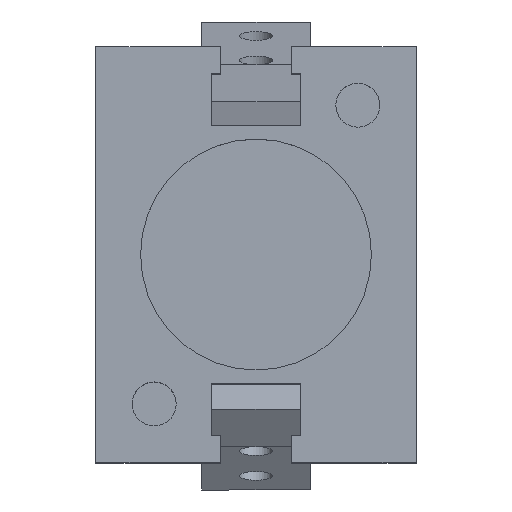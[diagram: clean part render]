
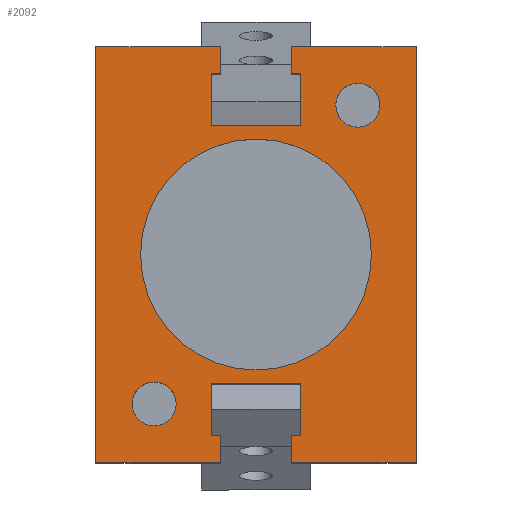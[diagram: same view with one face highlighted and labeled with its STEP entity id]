
A CAD part, top view. The second image highlights one B-rep face of the part: STEP entity #2092.
In plain terms, the highlighted planar face has unit normal (0, 0, 1).
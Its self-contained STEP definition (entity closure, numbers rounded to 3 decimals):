
#948=CARTESIAN_POINT('',(3.3,-13.3,44.6));
#949=VERTEX_POINT('',#948);
#956=CARTESIAN_POINT('',(3.3,-9.5,44.6));
#957=VERTEX_POINT('',#956);
#958=CARTESIAN_POINT('',(3.3,-13.3,44.6));
#959=DIRECTION('',(0.0,1.0,0.0));
#960=VECTOR('',#959,3.8);
#961=LINE('',#958,#960);
#962=EDGE_CURVE('',#949,#957,#961,.T.);
#1003=CARTESIAN_POINT('',(2.6,-15.3,44.6));
#1004=VERTEX_POINT('',#1003);
#1011=CARTESIAN_POINT('',(2.6,-13.3,44.6));
#1012=VERTEX_POINT('',#1011);
#1013=CARTESIAN_POINT('',(2.6,-15.3,44.6));
#1014=DIRECTION('',(0.0,1.0,0.0));
#1015=VECTOR('',#1014,2.);
#1016=LINE('',#1013,#1015);
#1017=EDGE_CURVE('',#1004,#1012,#1016,.T.);
#1053=CARTESIAN_POINT('',(11.8,-15.3,44.6));
#1054=VERTEX_POINT('',#1053);
#1061=CARTESIAN_POINT('',(11.8,-15.3,44.6));
#1062=DIRECTION('',(-1.0,0.0,0.0));
#1063=VECTOR('',#1062,9.2);
#1064=LINE('',#1061,#1063);
#1065=EDGE_CURVE('',#1054,#1004,#1064,.T.);
#1080=CARTESIAN_POINT('',(-3.3,9.5,44.6));
#1081=VERTEX_POINT('',#1080);
#1088=CARTESIAN_POINT('',(3.3,9.5,44.6));
#1089=VERTEX_POINT('',#1088);
#1090=CARTESIAN_POINT('',(-3.3,9.5,44.6));
#1091=DIRECTION('',(1.0,0.0,0.0));
#1092=VECTOR('',#1091,6.6);
#1093=LINE('',#1090,#1092);
#1094=EDGE_CURVE('',#1081,#1089,#1093,.T.);
#1128=CARTESIAN_POINT('',(-3.3,13.3,44.6));
#1129=VERTEX_POINT('',#1128);
#1136=CARTESIAN_POINT('',(-3.3,13.3,44.6));
#1137=DIRECTION('',(0.0,-1.0,0.0));
#1138=VECTOR('',#1137,3.8);
#1139=LINE('',#1136,#1138);
#1140=EDGE_CURVE('',#1129,#1081,#1139,.T.);
#1236=CARTESIAN_POINT('',(2.6,15.3,44.6));
#1237=VERTEX_POINT('',#1236);
#1244=CARTESIAN_POINT('',(11.8,15.3,44.6));
#1245=VERTEX_POINT('',#1244);
#1246=CARTESIAN_POINT('',(2.6,15.3,44.6));
#1247=DIRECTION('',(1.0,0.0,0.0));
#1248=VECTOR('',#1247,9.2);
#1249=LINE('',#1246,#1248);
#1250=EDGE_CURVE('',#1237,#1245,#1249,.T.);
#1271=CARTESIAN_POINT('',(-2.6,15.3,44.6));
#1272=VERTEX_POINT('',#1271);
#1279=CARTESIAN_POINT('',(-2.6,13.3,44.6));
#1280=VERTEX_POINT('',#1279);
#1281=CARTESIAN_POINT('',(-2.6,15.3,44.6));
#1282=DIRECTION('',(0.0,-1.0,0.0));
#1283=VECTOR('',#1282,2.);
#1284=LINE('',#1281,#1283);
#1285=EDGE_CURVE('',#1272,#1280,#1284,.T.);
#1314=CARTESIAN_POINT('',(-11.8,15.3,44.6));
#1315=VERTEX_POINT('',#1314);
#1322=CARTESIAN_POINT('',(-11.8,15.3,44.6));
#1323=DIRECTION('',(1.0,0.0,0.0));
#1324=VECTOR('',#1323,9.2);
#1325=LINE('',#1322,#1324);
#1326=EDGE_CURVE('',#1315,#1272,#1325,.T.);
#1588=CARTESIAN_POINT('',(2.6,-13.3,44.6));
#1589=DIRECTION('',(1.0,0.0,0.0));
#1590=VECTOR('',#1589,0.7);
#1591=LINE('',#1588,#1590);
#1592=EDGE_CURVE('',#1012,#949,#1591,.T.);
#1611=CARTESIAN_POINT('',(-2.6,-13.3,44.6));
#1612=VERTEX_POINT('',#1611);
#1619=CARTESIAN_POINT('',(-2.6,-15.3,44.6));
#1620=VERTEX_POINT('',#1619);
#1621=CARTESIAN_POINT('',(-2.6,-13.3,44.6));
#1622=DIRECTION('',(0.0,-1.0,0.0));
#1623=VECTOR('',#1622,2.);
#1624=LINE('',#1621,#1623);
#1625=EDGE_CURVE('',#1612,#1620,#1624,.T.);
#1642=CARTESIAN_POINT('',(-3.3,-13.3,44.6));
#1643=VERTEX_POINT('',#1642);
#1650=CARTESIAN_POINT('',(-3.3,-13.3,44.6));
#1651=DIRECTION('',(1.0,0.0,0.0));
#1652=VECTOR('',#1651,0.7);
#1653=LINE('',#1650,#1652);
#1654=EDGE_CURVE('',#1643,#1612,#1653,.T.);
#1667=CARTESIAN_POINT('',(-2.6,13.3,44.6));
#1668=DIRECTION('',(-1.0,0.0,0.0));
#1669=VECTOR('',#1668,0.7);
#1670=LINE('',#1667,#1669);
#1671=EDGE_CURVE('',#1280,#1129,#1670,.T.);
#1690=CARTESIAN_POINT('',(2.6,13.3,44.6));
#1691=VERTEX_POINT('',#1690);
#1698=CARTESIAN_POINT('',(2.6,13.3,44.6));
#1699=DIRECTION('',(0.0,1.0,0.0));
#1700=VECTOR('',#1699,2.);
#1701=LINE('',#1698,#1700);
#1702=EDGE_CURVE('',#1691,#1237,#1701,.T.);
#1714=CARTESIAN_POINT('',(3.3,13.3,44.6));
#1715=VERTEX_POINT('',#1714);
#1722=CARTESIAN_POINT('',(3.3,13.3,44.6));
#1723=DIRECTION('',(-1.0,0.0,0.0));
#1724=VECTOR('',#1723,0.7);
#1725=LINE('',#1722,#1724);
#1726=EDGE_CURVE('',#1715,#1691,#1725,.T.);
#1758=CARTESIAN_POINT('',(9.121,11.0,44.6));
#1759=VERTEX_POINT('',#1758);
#1760=CARTESIAN_POINT('',(7.5,11.0,44.6));
#1761=DIRECTION('',(0.0,0.0,-1.0));
#1762=DIRECTION('',(1.0,0.0,0.0));
#1763=AXIS2_PLACEMENT_3D('',#1760,#1761,#1762);
#1764=CIRCLE('',#1763,1.621);
#1765=EDGE_CURVE('',#1759,#1759,#1764,.T.);
#1816=CARTESIAN_POINT('',(-5.879,-11.0,44.6));
#1817=VERTEX_POINT('',#1816);
#1818=CARTESIAN_POINT('',(-7.5,-11.0,44.6));
#1819=DIRECTION('',(0.0,0.0,-1.0));
#1820=DIRECTION('',(1.0,0.0,0.0));
#1821=AXIS2_PLACEMENT_3D('',#1818,#1819,#1820);
#1822=CIRCLE('',#1821,1.621);
#1823=EDGE_CURVE('',#1817,#1817,#1822,.T.);
#1864=CARTESIAN_POINT('',(8.5,0.,44.6));
#1865=VERTEX_POINT('',#1864);
#1866=CARTESIAN_POINT('',(0.0,0.0,44.6));
#1867=DIRECTION('',(0.0,0.0,-1.0));
#1868=DIRECTION('',(-1.0,0.0,0.0));
#1869=AXIS2_PLACEMENT_3D('',#1866,#1867,#1868);
#1870=CIRCLE('',#1869,8.5);
#1871=EDGE_CURVE('',#1865,#1865,#1870,.T.);
#1892=CARTESIAN_POINT('',(3.3,9.5,44.6));
#1893=DIRECTION('',(0.0,1.0,0.0));
#1894=VECTOR('',#1893,3.8);
#1895=LINE('',#1892,#1894);
#1896=EDGE_CURVE('',#1089,#1715,#1895,.T.);
#1926=CARTESIAN_POINT('',(11.8,15.3,44.6));
#1927=DIRECTION('',(0.0,-1.0,0.0));
#1928=VECTOR('',#1927,30.6);
#1929=LINE('',#1926,#1928);
#1930=EDGE_CURVE('',#1245,#1054,#1929,.T.);
#1951=CARTESIAN_POINT('',(-3.3,-9.5,44.6));
#1952=VERTEX_POINT('',#1951);
#1953=CARTESIAN_POINT('',(3.3,-9.5,44.6));
#1954=DIRECTION('',(-1.0,0.0,0.0));
#1955=VECTOR('',#1954,6.6);
#1956=LINE('',#1953,#1955);
#1957=EDGE_CURVE('',#957,#1952,#1956,.T.);
#1975=CARTESIAN_POINT('',(-3.3,-9.5,44.6));
#1976=DIRECTION('',(0.0,-1.0,0.0));
#1977=VECTOR('',#1976,3.8);
#1978=LINE('',#1975,#1977);
#1979=EDGE_CURVE('',#1952,#1643,#1978,.T.);
#2011=CARTESIAN_POINT('',(-11.8,-15.3,44.6));
#2012=VERTEX_POINT('',#2011);
#2013=CARTESIAN_POINT('',(-2.6,-15.3,44.6));
#2014=DIRECTION('',(-1.0,0.0,0.0));
#2015=VECTOR('',#2014,9.2);
#2016=LINE('',#2013,#2015);
#2017=EDGE_CURVE('',#1620,#2012,#2016,.T.);
#2038=CARTESIAN_POINT('',(-11.8,-15.3,44.6));
#2039=DIRECTION('',(0.0,1.0,0.0));
#2040=VECTOR('',#2039,30.6);
#2041=LINE('',#2038,#2040);
#2042=EDGE_CURVE('',#2012,#1315,#2041,.T.);
#2056=CARTESIAN_POINT('',(0.,0.0,44.6));
#2057=DIRECTION('',(0.0,0.0,1.0));
#2058=DIRECTION('',(1.0,0.0,0.0));
#2059=AXIS2_PLACEMENT_3D('',#2056,#2057,#2058);
#2060=PLANE('',#2059);
#2061=ORIENTED_EDGE('',*,*,#1326,.F.);
#2062=ORIENTED_EDGE('',*,*,#2042,.F.);
#2063=ORIENTED_EDGE('',*,*,#2017,.F.);
#2064=ORIENTED_EDGE('',*,*,#1625,.F.);
#2065=ORIENTED_EDGE('',*,*,#1654,.F.);
#2066=ORIENTED_EDGE('',*,*,#1979,.F.);
#2067=ORIENTED_EDGE('',*,*,#1957,.F.);
#2068=ORIENTED_EDGE('',*,*,#962,.F.);
#2069=ORIENTED_EDGE('',*,*,#1592,.F.);
#2070=ORIENTED_EDGE('',*,*,#1017,.F.);
#2071=ORIENTED_EDGE('',*,*,#1065,.F.);
#2072=ORIENTED_EDGE('',*,*,#1930,.F.);
#2073=ORIENTED_EDGE('',*,*,#1250,.F.);
#2074=ORIENTED_EDGE('',*,*,#1702,.F.);
#2075=ORIENTED_EDGE('',*,*,#1726,.F.);
#2076=ORIENTED_EDGE('',*,*,#1896,.F.);
#2077=ORIENTED_EDGE('',*,*,#1094,.F.);
#2078=ORIENTED_EDGE('',*,*,#1140,.F.);
#2079=ORIENTED_EDGE('',*,*,#1671,.F.);
#2080=ORIENTED_EDGE('',*,*,#1285,.F.);
#2081=EDGE_LOOP('',(#2061,#2062,#2063,#2064,#2065,#2066,#2067,#2068,#2069,#2070,#2071,#2072,#2073,#2074,#2075,#2076,#2077,#2078,#2079,#2080));
#2082=FACE_OUTER_BOUND('',#2081,.T.);
#2083=ORIENTED_EDGE('',*,*,#1765,.T.);
#2084=EDGE_LOOP('',(#2083));
#2085=FACE_BOUND('',#2084,.T.);
#2086=ORIENTED_EDGE('',*,*,#1823,.T.);
#2087=EDGE_LOOP('',(#2086));
#2088=FACE_BOUND('',#2087,.T.);
#2089=ORIENTED_EDGE('',*,*,#1871,.T.);
#2090=EDGE_LOOP('',(#2089));
#2091=FACE_BOUND('',#2090,.T.);
#2092=ADVANCED_FACE('',(#2082,#2085,#2088,#2091),#2060,.T.);
